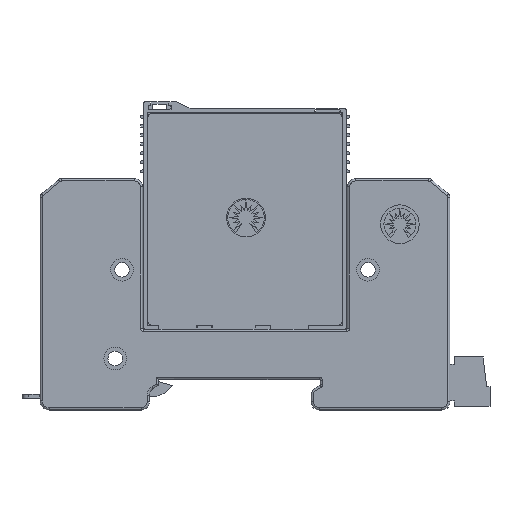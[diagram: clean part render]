
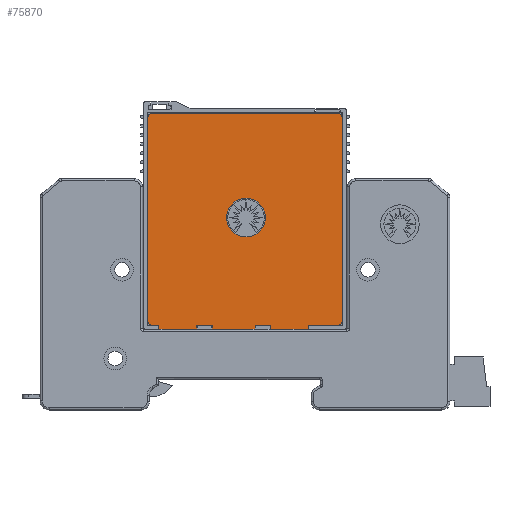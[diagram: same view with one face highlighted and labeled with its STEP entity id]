
A CAD part, front view. The second image highlights one B-rep face of the part: STEP entity #75870.
In plain terms, the highlighted face is planar.
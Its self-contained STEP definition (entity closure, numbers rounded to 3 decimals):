
#74010=CARTESIAN_POINT('',(0.,0.,-17.431));
#74020=DIRECTION('',(0.,0.,1.));
#74030=DIRECTION('',(1.,0.,0.));
#74040=AXIS2_PLACEMENT_3D('',#74010,#74020,#74030);
#74050=PLANE('',#74040);
#74060=CARTESIAN_POINT('',(0.,0.,
-17.431));
#74070=DIRECTION('',(0.,0.,1.));
#74080=DIRECTION('',(-1.,0.,0.));
#74090=AXIS2_PLACEMENT_3D('',#74060,#74070,#74080);
#74100=CIRCLE('',#74090,4.25);
#74110=CARTESIAN_POINT('',(-4.25,0.,
-17.431));
#74120=VERTEX_POINT('',#74110);
#74130=CARTESIAN_POINT('',(4.25,0.,
-17.431));
#74140=VERTEX_POINT('',#74130);
#74150=EDGE_CURVE('',#74120,#74140,#74100,.T.);
#74160=ORIENTED_EDGE('',*,*,#74150,.T.);
#74170=EDGE_CURVE('',#74140,#74120,#74100,.T.);
#74180=ORIENTED_EDGE('',*,*,#74170,.T.);
#74190=EDGE_LOOP('',(#74180,#74160));
#74200=FACE_BOUND('',#74190,.T.);
#74210=CARTESIAN_POINT('',(-20.14,21.9,
-17.431));
#74220=DIRECTION('',(0.,0.,1.));
#74230=DIRECTION('',(1.,0.,0.));
#74240=AXIS2_PLACEMENT_3D('',#74210,#74220,#74230);
#74250=CIRCLE('',#74240,1.);
#74260=CARTESIAN_POINT('',(-20.14,22.9,
-17.431));
#74270=VERTEX_POINT('',#74260);
#74280=CARTESIAN_POINT('',(-21.14,21.9,
-17.431));
#74290=VERTEX_POINT('',#74280);
#74300=EDGE_CURVE('',#74270,#74290,#74250,.T.);
#74310=ORIENTED_EDGE('',*,*,#74300,.F.);
#74320=CARTESIAN_POINT('',(-21.14,0.,-17.431));
#74330=DIRECTION('',(0.,1.,0.));
#74340=VECTOR('',#74330,1.);
#74350=LINE('',#74320,#74340);
#74360=CARTESIAN_POINT('',(-21.14,-22.7,
-17.431));
#74370=VERTEX_POINT('',#74360);
#74380=EDGE_CURVE('',#74370,#74290,#74350,.T.);
#74390=ORIENTED_EDGE('',*,*,#74380,.T.);
#74400=CARTESIAN_POINT('',(-20.14,-22.7,
-17.431));
#74410=DIRECTION('',(0.,0.,1.));
#74420=DIRECTION('',(1.,0.,0.));
#74430=AXIS2_PLACEMENT_3D('',#74400,#74410,#74420);
#74440=CIRCLE('',#74430,1.);
#74450=CARTESIAN_POINT('',(-20.14,-23.7,
-17.431));
#74460=VERTEX_POINT('',#74450);
#74470=EDGE_CURVE('',#74370,#74460,#74440,.T.);
#74480=ORIENTED_EDGE('',*,*,#74470,.F.);
#74490=CARTESIAN_POINT('',(0.,-23.7,-17.431));
#74500=DIRECTION('',(-1.,0.,0.));
#74510=VECTOR('',#74500,1.);
#74520=LINE('',#74490,#74510);
#74530=CARTESIAN_POINT('',(-13.69,-23.7,
-17.431));
#74540=VERTEX_POINT('',#74530);
#74550=EDGE_CURVE('',#74540,#74460,#74520,.T.);
#74560=ORIENTED_EDGE('',*,*,#74550,.T.);
#74570=CARTESIAN_POINT('',(-13.69,0.,-17.431));
#74580=DIRECTION('',(0.,1.,0.));
#74590=VECTOR('',#74580,1.);
#74600=LINE('',#74570,#74590);
#74610=CARTESIAN_POINT('',(-13.69,-24.5,
-17.431));
#74620=VERTEX_POINT('',#74610);
#74630=EDGE_CURVE('',#74620,#74540,#74600,.T.);
#74640=ORIENTED_EDGE('',*,*,#74630,.T.);
#74650=CARTESIAN_POINT('',(0.,-24.5,-17.431));
#74660=DIRECTION('',(-1.,0.,0.));
#74670=VECTOR('',#74660,1.);
#74680=LINE('',#74650,#74670);
#74690=CARTESIAN_POINT('',(-5.39,-24.5,
-17.431));
#74700=VERTEX_POINT('',#74690);
#74710=EDGE_CURVE('',#74700,#74620,#74680,.T.);
#74720=ORIENTED_EDGE('',*,*,#74710,.T.);
#74730=CARTESIAN_POINT('',(-5.39,0.,-17.431));
#74740=DIRECTION('',(0.,-1.,0.));
#74750=VECTOR('',#74740,1.);
#74760=LINE('',#74730,#74750);
#74770=CARTESIAN_POINT('',(-5.39,-23.7,
-17.431));
#74780=VERTEX_POINT('',#74770);
#74790=EDGE_CURVE('',#74780,#74700,#74760,.T.);
#74800=ORIENTED_EDGE('',*,*,#74790,.T.);
#74810=CARTESIAN_POINT('',(0.,-23.7,-17.431));
#74820=DIRECTION('',(-1.,0.,0.));
#74830=VECTOR('',#74820,1.);
#74840=LINE('',#74810,#74830);
#74850=CARTESIAN_POINT('',(-1.99,-23.7,
-17.431));
#74860=VERTEX_POINT('',#74850);
#74870=EDGE_CURVE('',#74860,#74780,#74840,.T.);
#74880=ORIENTED_EDGE('',*,*,#74870,.T.);
#74890=CARTESIAN_POINT('',(-1.99,0.,-17.431));
#74900=DIRECTION('',(0.,1.,0.));
#74910=VECTOR('',#74900,1.);
#74920=LINE('',#74890,#74910);
#74930=CARTESIAN_POINT('',(-1.99,-24.5,
-17.431));
#74940=VERTEX_POINT('',#74930);
#74950=EDGE_CURVE('',#74940,#74860,#74920,.T.);
#74960=ORIENTED_EDGE('',*,*,#74950,.T.);
#74970=CARTESIAN_POINT('',(0.,-24.5,-17.431));
#74980=DIRECTION('',(-1.,0.,0.));
#74990=VECTOR('',#74980,1.);
#75000=LINE('',#74970,#74990);
#75010=CARTESIAN_POINT('',(7.41,-24.5,
-17.431));
#75020=VERTEX_POINT('',#75010);
#75030=EDGE_CURVE('',#75020,#74940,#75000,.T.);
#75040=ORIENTED_EDGE('',*,*,#75030,.T.);
#75050=CARTESIAN_POINT('',(7.41,0.,-17.431));
#75060=DIRECTION('',(0.,-1.,0.));
#75070=VECTOR('',#75060,1.);
#75080=LINE('',#75050,#75070);
#75090=CARTESIAN_POINT('',(7.41,-23.7,
-17.431));
#75100=VERTEX_POINT('',#75090);
#75110=EDGE_CURVE('',#75100,#75020,#75080,.T.);
#75120=ORIENTED_EDGE('',*,*,#75110,.T.);
#75130=CARTESIAN_POINT('',(0.,-23.7,-17.431));
#75140=DIRECTION('',(-1.,0.,0.));
#75150=VECTOR('',#75140,1.);
#75160=LINE('',#75130,#75150);
#75170=CARTESIAN_POINT('',(10.81,-23.7,
-17.431));
#75180=VERTEX_POINT('',#75170);
#75190=EDGE_CURVE('',#75180,#75100,#75160,.T.);
#75200=ORIENTED_EDGE('',*,*,#75190,.T.);
#75210=CARTESIAN_POINT('',(10.81,0.,-17.431));
#75220=DIRECTION('',(0.,1.,0.));
#75230=VECTOR('',#75220,1.);
#75240=LINE('',#75210,#75230);
#75250=CARTESIAN_POINT('',(10.81,-24.5,
-17.431));
#75260=VERTEX_POINT('',#75250);
#75270=EDGE_CURVE('',#75260,#75180,#75240,.T.);
#75280=ORIENTED_EDGE('',*,*,#75270,.T.);
#75290=CARTESIAN_POINT('',(0.,-24.5,-17.431));
#75300=DIRECTION('',(1.,0.,0.));
#75310=VECTOR('',#75300,1.);
#75320=LINE('',#75290,#75310);
#75330=CARTESIAN_POINT('',(19.11,-24.5,
-17.431));
#75340=VERTEX_POINT('',#75330);
#75350=EDGE_CURVE('',#75260,#75340,#75320,.T.);
#75360=ORIENTED_EDGE('',*,*,#75350,.F.);
#75370=CARTESIAN_POINT('',(19.11,0.,-17.431));
#75380=DIRECTION('',(0.,-1.,0.));
#75390=VECTOR('',#75380,1.);
#75400=LINE('',#75370,#75390);
#75410=CARTESIAN_POINT('',(19.11,-23.7,
-17.431));
#75420=VERTEX_POINT('',#75410);
#75430=EDGE_CURVE('',#75420,#75340,#75400,.T.);
#75440=ORIENTED_EDGE('',*,*,#75430,.T.);
#75450=CARTESIAN_POINT('',(0.,-23.7,-17.431));
#75460=DIRECTION('',(-1.,0.,0.));
#75470=VECTOR('',#75460,1.);
#75480=LINE('',#75450,#75470);
#75490=CARTESIAN_POINT('',(20.56,-23.7,-17.431));
#75500=VERTEX_POINT('',#75490);
#75510=EDGE_CURVE('',#75500,#75420,#75480,.T.);
#75520=ORIENTED_EDGE('',*,*,#75510,.T.);
#75530=CARTESIAN_POINT('',(20.56,-22.7,-17.431));
#75540=DIRECTION('',(0.,0.,1.));
#75550=DIRECTION('',(1.,0.,0.));
#75560=AXIS2_PLACEMENT_3D('',#75530,#75540,#75550);
#75570=CIRCLE('',#75560,1.);
#75580=CARTESIAN_POINT('',(21.56,-22.7,-17.431));
#75590=VERTEX_POINT('',#75580);
#75600=EDGE_CURVE('',#75500,#75590,#75570,.T.);
#75610=ORIENTED_EDGE('',*,*,#75600,.F.);
#75620=CARTESIAN_POINT('',(21.56,0.,-17.431));
#75630=DIRECTION('',(0.,-1.,0.));
#75640=VECTOR('',#75630,1.);
#75650=LINE('',#75620,#75640);
#75660=CARTESIAN_POINT('',(21.56,21.9,-17.431));
#75670=VERTEX_POINT('',#75660);
#75680=EDGE_CURVE('',#75670,#75590,#75650,.T.);
#75690=ORIENTED_EDGE('',*,*,#75680,.T.);
#75700=CARTESIAN_POINT('',(20.56,21.9,-17.431));
#75710=DIRECTION('',(0.,0.,1.));
#75720=DIRECTION('',(1.,0.,0.));
#75730=AXIS2_PLACEMENT_3D('',#75700,#75710,#75720);
#75740=CIRCLE('',#75730,1.);
#75750=CARTESIAN_POINT('',(20.56,22.9,-17.431));
#75760=VERTEX_POINT('',#75750);
#75770=EDGE_CURVE('',#75670,#75760,#75740,.T.);
#75780=ORIENTED_EDGE('',*,*,#75770,.F.);
#75790=CARTESIAN_POINT('',(0.,22.9,-17.431));
#75800=DIRECTION('',(1.,0.,0.));
#75810=VECTOR('',#75800,1.);
#75820=LINE('',#75790,#75810);
#75830=EDGE_CURVE('',#74270,#75760,#75820,.T.);
#75840=ORIENTED_EDGE('',*,*,#75830,.T.);
#75850=EDGE_LOOP('',(#75840,#75780,#75690,#75610,#75520,#75440,#75360,
#75280,#75200,#75120,#75040,#74960,#74880,#74800,#74720,#74640,#74560,
#74480,#74390,#74310));
#75860=FACE_OUTER_BOUND('',#75850,.T.);
#75870=ADVANCED_FACE('',(#74200,#75860),#74050,.F.);
